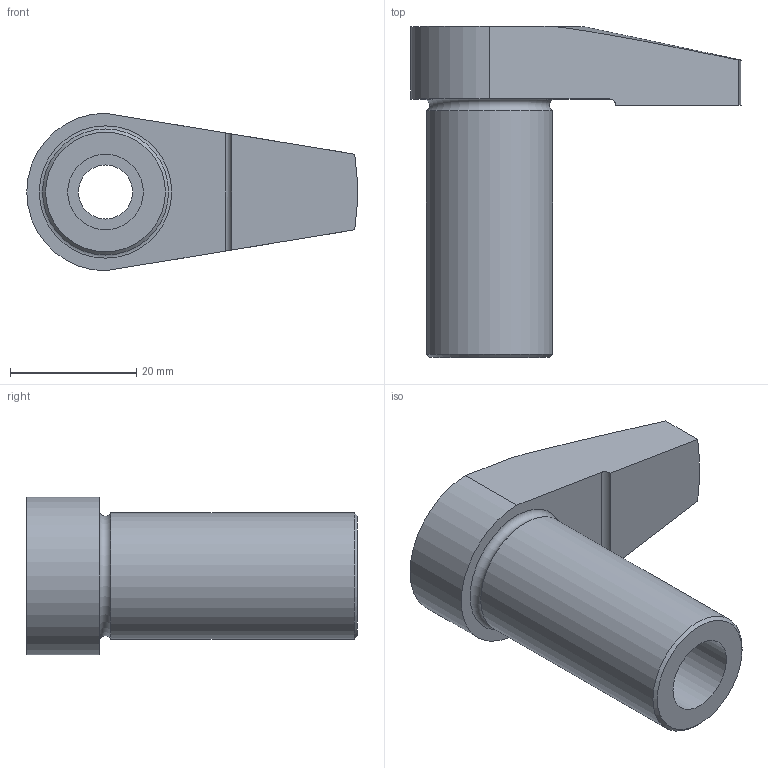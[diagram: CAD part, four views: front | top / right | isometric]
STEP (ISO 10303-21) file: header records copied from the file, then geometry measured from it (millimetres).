
FILE_DESCRIPTION( ( 'STEP AP214' ), '1' );
FILE_NAME( 'K0012.408.stp', '2020-11-24T14:39:03', ( '' ), ( '' ), ' ', 'PARTsolutions', ' ' );
FILE_SCHEMA( ( 'AUTOMOTIVE_DESIGN { 1 0 10303 214 1 1 1 1 }' ) );
Length unit declared in the file: millimetre
Products named in the file (1): _K0012.408
Bounding box: 52.45 x 52.5 x 25 mm (x, y, z)
Volume: 18030.2 mm3; surface area: 7632.2 mm2
Topology: 1 solids, 1 shells, 18 faces, 37 edges, 24 vertices
Faces by surface type: plane 8, cylinder 7, cone 2, torus 1
Full cylindrical faces by diameter (mm): 8.6 x1, 12 x1, 15 x1, 20 x1
Entity records: 630 total; most frequent: CARTESIAN_POINT 92, DIRECTION 84, ORIENTED_EDGE 62, AXIS2_PLACEMENT_3D 36, EDGE_CURVE 31, EDGE_LOOP 29, VERTEX_POINT 24, FACE_OUTER_BOUND 23
